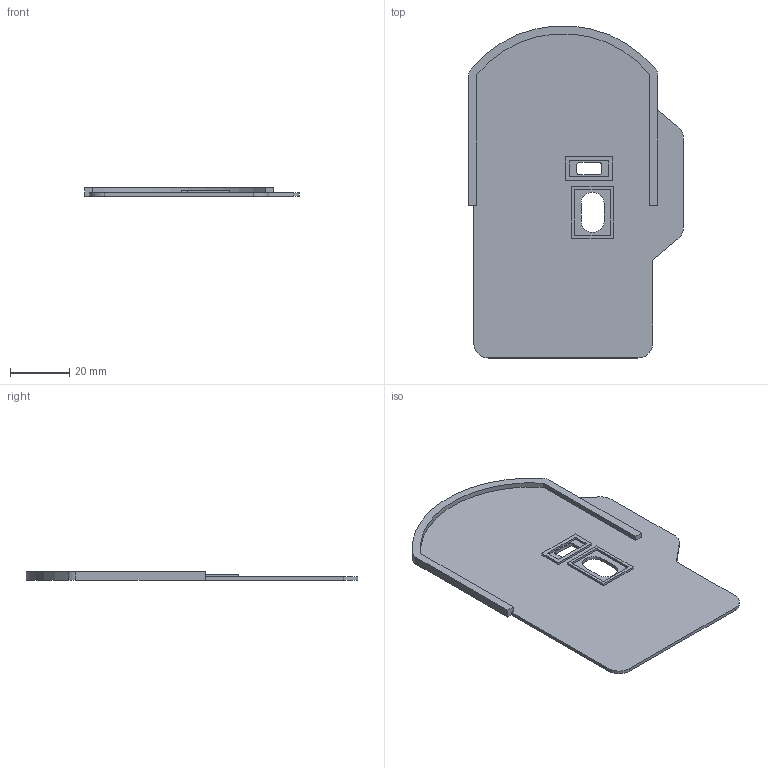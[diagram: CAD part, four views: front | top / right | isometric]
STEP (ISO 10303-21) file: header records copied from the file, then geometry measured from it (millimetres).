
FILE_DESCRIPTION(/* description */ ('STEP AP242','CAx-IF Rec.Pracs.---Representation and Presentation of Product Manufacturing Information (PMI)---4.0---2014-10-13','CAx-IF Rec.Pracs.---3D Tessellated Geometry---0.4---2014-09-14','2;1'),/* implementation_level */ '2;1');
FILE_NAME(/* name */ '686b53d345e90a37d9e96d43',/* time_stamp */ '2025-07-07T04:57:55Z',/* author */ (''),/* organization */ (''),/* preprocessor_version */ 'ST-DEVELOPER v20',/* originating_system */ 'ONSHAPE BY PTC INC, 1.200',/* authorisation */ ' ');
FILE_SCHEMA (('AP242_MANAGED_MODEL_BASED_3D_ENGINEERING_MIM_LF { 1 0 10303 442 1 1 4 }'));
Length unit declared in the file: metre
Products named in the file (1): Part 1
Bounding box: 72.53 x 112.25 x 2.8 mm (x, y, z)
Volume: 8480.2 mm3; surface area: 15049 mm2
Topology: 1 solids, 1 shells, 59 faces, 159 edges, 106 vertices
Faces by surface type: plane 43, cylinder 16
Entity records: 1875 total; most frequent: CARTESIAN_POINT 325, ORIENTED_EDGE 318, DIRECTION 311, EDGE_CURVE 159, LINE 127, VECTOR 127, VERTEX_POINT 106, AXIS2_PLACEMENT_3D 92
